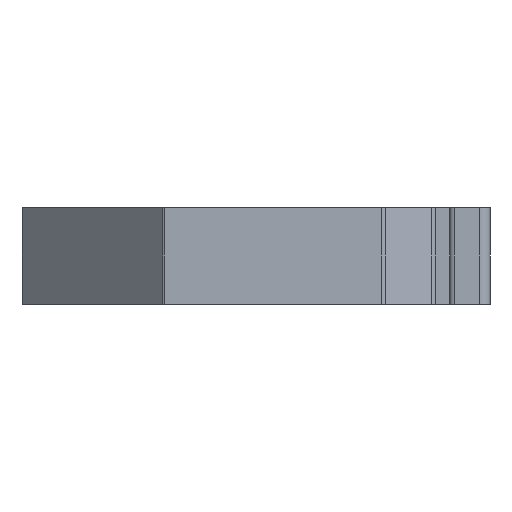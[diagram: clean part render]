
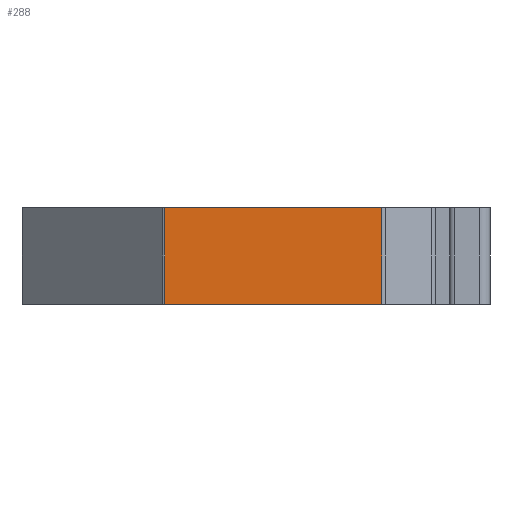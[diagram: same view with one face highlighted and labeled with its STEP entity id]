
A CAD part, left-side view. The second image highlights one B-rep face of the part: STEP entity #288.
In plain terms, the highlighted planar face has unit normal (-1, 0, 0).
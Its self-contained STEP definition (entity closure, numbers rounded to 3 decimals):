
#288=ADVANCED_FACE('',(#422),#341,.F.);
#341=PLANE('',#1950);
#422=FACE_OUTER_BOUND('',#509,.T.);
#509=EDGE_LOOP('',(#815,#816,#817,#818));
#815=ORIENTED_EDGE('',*,*,#1423,.T.);
#816=ORIENTED_EDGE('',*,*,#1424,.F.);
#817=ORIENTED_EDGE('',*,*,#1425,.F.);
#818=ORIENTED_EDGE('',*,*,#1421,.T.);
#1179=VERTEX_POINT('',#2924);
#1180=VERTEX_POINT('',#2926);
#1181=VERTEX_POINT('',#2930);
#1182=VERTEX_POINT('',#2932);
#1421=EDGE_CURVE('',#1180,#1179,#1609,.T.);
#1423=EDGE_CURVE('',#1179,#1181,#1610,.T.);
#1424=EDGE_CURVE('',#1182,#1181,#1611,.T.);
#1425=EDGE_CURVE('',#1180,#1182,#1612,.T.);
#1609=LINE('',#2925,#1784);
#1610=LINE('',#2929,#1785);
#1611=LINE('',#2931,#1786);
#1612=LINE('',#2933,#1787);
#1784=VECTOR('',#2407,1.);
#1785=VECTOR('',#2412,1.);
#1786=VECTOR('',#2413,1.);
#1787=VECTOR('',#2414,1.);
#1950=AXIS2_PLACEMENT_3D('',#2934,#2415,#2416);
#2407=DIRECTION('',(0.,0.,-1.));
#2412=DIRECTION('',(0.,-1.,0.));
#2413=DIRECTION('',(0.,0.,-1.));
#2414=DIRECTION('',(0.,-1.,0.));
#2415=DIRECTION('',(1.,0.,0.));
#2416=DIRECTION('',(0.,0.,-1.));
#2924=CARTESIAN_POINT('',(-27.911,25.676,0.));
#2925=CARTESIAN_POINT('',(-27.911,25.676,9.5));
#2926=CARTESIAN_POINT('',(-27.911,25.676,9.5));
#2929=CARTESIAN_POINT('',(-27.911,25.676,0.));
#2930=CARTESIAN_POINT('',(-27.911,4.222,0.));
#2931=CARTESIAN_POINT('',(-27.911,4.222,9.5));
#2932=CARTESIAN_POINT('',(-27.911,4.222,9.5));
#2933=CARTESIAN_POINT('',(-27.911,25.676,9.5));
#2934=CARTESIAN_POINT('',(-27.911,25.676,9.5));
